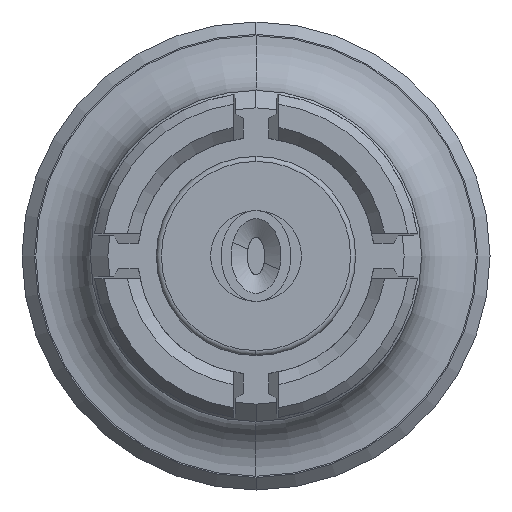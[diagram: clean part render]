
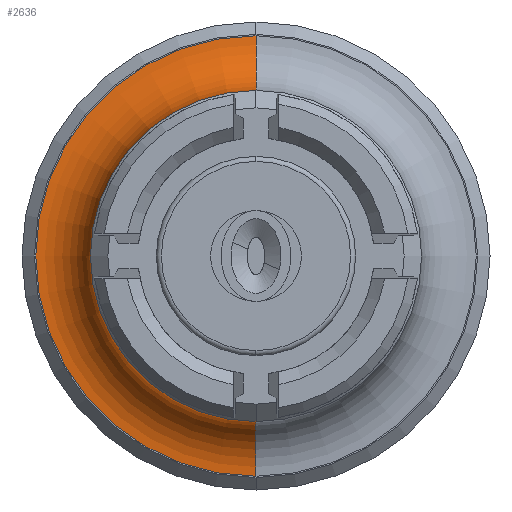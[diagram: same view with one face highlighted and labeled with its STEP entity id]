
A CAD part, left-side view. The second image highlights one B-rep face of the part: STEP entity #2636.
In plain terms, the highlighted toroidal (fillet/blend) face has major radius 2.247 mm and minor radius 0.559 mm.
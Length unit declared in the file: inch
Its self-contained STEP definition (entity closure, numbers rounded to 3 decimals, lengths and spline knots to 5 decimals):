
#45 = DIRECTION ( 'NONE',  ( 1., 0., 0. ) ) ;
#62 = CARTESIAN_POINT ( 'NONE',  ( 0.14, 0., 0. ) ) ;
#169 = AXIS2_PLACEMENT_3D ( 'NONE', #2967, #3305, #695 ) ;
#258 = ORIENTED_EDGE ( 'NONE', *, *, #1265, .F. ) ;
#295 = CARTESIAN_POINT ( 'NONE',  ( 0.14, 0., -0.08846 ) ) ;
#477 = AXIS2_PLACEMENT_3D ( 'NONE', #62, #45, #1183 ) ;
#515 = CIRCLE ( 'NONE', #1575, 0.0665 ) ;
#666 = ORIENTED_EDGE ( 'NONE', *, *, #3322, .T. ) ;
#695 = DIRECTION ( 'NONE',  ( 0., 0., 1. ) ) ;
#808 = ORIENTED_EDGE ( 'NONE', *, *, #2122, .F. ) ;
#1183 = DIRECTION ( 'NONE',  ( 0., 0., 1. ) ) ;
#1265 = EDGE_CURVE ( 'NONE', #2812, #3617, #3126, .T. ) ;
#1317 = CARTESIAN_POINT ( 'NONE',  ( 0.11936, 0., -0.0665 ) ) ;
#1515 = VERTEX_POINT ( 'NONE', #2457 ) ;
#1539 = FACE_OUTER_BOUND ( 'NONE', #1865, .T. ) ;
#1575 = AXIS2_PLACEMENT_3D ( 'NONE', #2550, #2326, #2584 ) ;
#1623 = CARTESIAN_POINT ( 'NONE',  ( 0.118, 0., -0.08846 ) ) ;
#1865 = EDGE_LOOP ( 'NONE', ( #808, #666, #2911, #258 ) ) ;
#2122 = EDGE_CURVE ( 'NONE', #3588, #2812, #3218, .T. ) ;
#2291 = CIRCLE ( 'NONE', #2884, 0.022 ) ;
#2326 = DIRECTION ( 'NONE',  ( 1., 0., 0. ) ) ;
#2457 = CARTESIAN_POINT ( 'NONE',  ( 0.11936, 0., 0.0665 ) ) ;
#2550 = CARTESIAN_POINT ( 'NONE',  ( 0.11936, 0., 0. ) ) ;
#2584 = DIRECTION ( 'NONE',  ( 0., 0., -1. ) ) ;
#2593 = EDGE_CURVE ( 'NONE', #1515, #3617, #2291, .T. ) ;
#2594 = CARTESIAN_POINT ( 'NONE',  ( 0.118, 0., 0.08846 ) ) ;
#2636 = ADVANCED_FACE ( 'NONE', ( #1539 ), #2770, .F. ) ;
#2750 = DIRECTION ( 'NONE',  ( 0., 1., 0. ) ) ;
#2770 = TOROIDAL_SURFACE ( 'NONE', #169, 0.08846, 0.022 ) ;
#2812 = VERTEX_POINT ( 'NONE', #295 ) ;
#2884 = AXIS2_PLACEMENT_3D ( 'NONE', #2594, #3445, #3412 ) ;
#2911 = ORIENTED_EDGE ( 'NONE', *, *, #2593, .T. ) ;
#2967 = CARTESIAN_POINT ( 'NONE',  ( 0.118, 0., 0. ) ) ;
#2991 = DIRECTION ( 'NONE',  ( 0., 0., 1. ) ) ;
#3126 = CIRCLE ( 'NONE', #477, 0.08846 ) ;
#3218 = CIRCLE ( 'NONE', #3522, 0.022 ) ;
#3294 = CARTESIAN_POINT ( 'NONE',  ( 0.14, 0., 0.08846 ) ) ;
#3305 = DIRECTION ( 'NONE',  ( -1., 0., 0. ) ) ;
#3322 = EDGE_CURVE ( 'NONE', #3588, #1515, #515, .T. ) ;
#3412 = DIRECTION ( 'NONE',  ( 0., 0., -1. ) ) ;
#3445 = DIRECTION ( 'NONE',  ( 0., -1., 0. ) ) ;
#3522 = AXIS2_PLACEMENT_3D ( 'NONE', #1623, #2750, #2991 ) ;
#3588 = VERTEX_POINT ( 'NONE', #1317 ) ;
#3617 = VERTEX_POINT ( 'NONE', #3294 ) ;
